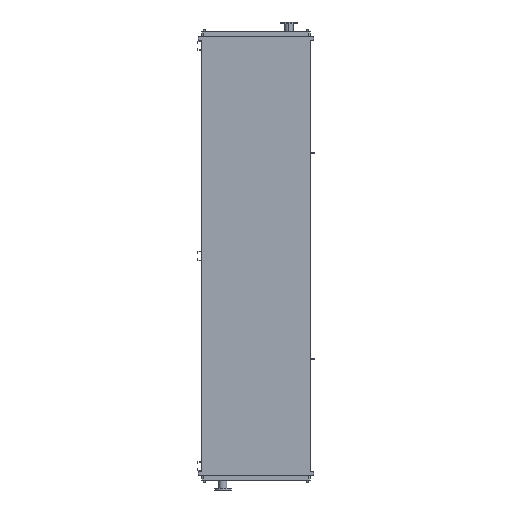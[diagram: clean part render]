
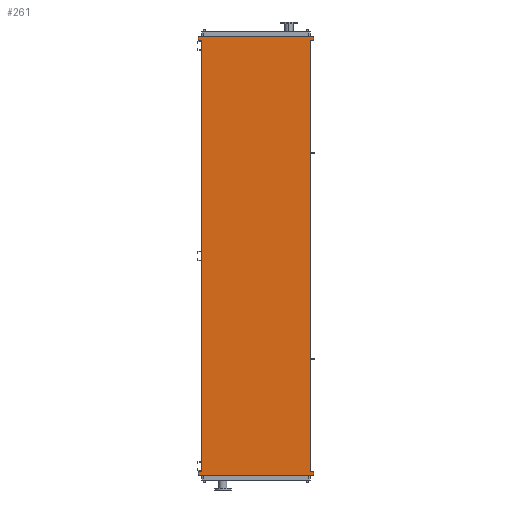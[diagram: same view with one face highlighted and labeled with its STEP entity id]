
A CAD part, front view. The second image highlights one B-rep face of the part: STEP entity #261.
In plain terms, the highlighted planar face has unit normal (0, -1, 0).
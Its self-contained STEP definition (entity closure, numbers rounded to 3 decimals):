
#23 = EDGE_CURVE ( 'NONE', #897, #9433, #14964, .T. ) ;
#103 = VECTOR ( 'NONE', #6343, 1000. ) ;
#138 = VECTOR ( 'NONE', #10012, 1000. ) ;
#261 = ADVANCED_FACE ( 'NONE', ( #10720 ), #15219, .T. ) ;
#262 = CARTESIAN_POINT ( 'NONE',  ( -725., 0., 43. ) ) ;
#308 = ORIENTED_EDGE ( 'NONE', *, *, #8320, .F. ) ;
#437 = CARTESIAN_POINT ( 'NONE',  ( 725., 0., 43. ) ) ;
#490 = EDGE_CURVE ( 'NONE', #7386, #1588, #12186, .T. ) ;
#771 = LINE ( 'NONE', #6844, #11975 ) ;
#840 = VERTEX_POINT ( 'NONE', #9135 ) ;
#862 = DIRECTION ( 'NONE',  ( -1., 0., 0. ) ) ;
#897 = VERTEX_POINT ( 'NONE', #3214 ) ;
#917 = EDGE_CURVE ( 'NONE', #5277, #7386, #6875, .T. ) ;
#1159 = ORIENTED_EDGE ( 'NONE', *, *, #917, .F. ) ;
#1285 = CARTESIAN_POINT ( 'NONE',  ( 771., 0., -5693. ) ) ;
#1453 = CARTESIAN_POINT ( 'NONE',  ( 771., 0., -5693. ) ) ;
#1480 = LINE ( 'NONE', #12304, #9009 ) ;
#1568 = ORIENTED_EDGE ( 'NONE', *, *, #8122, .F. ) ;
#1588 = VERTEX_POINT ( 'NONE', #5129 ) ;
#1747 = EDGE_CURVE ( 'NONE', #9137, #7288, #771, .T. ) ;
#1768 = ORIENTED_EDGE ( 'NONE', *, *, #12309, .T. ) ;
#1783 = VERTEX_POINT ( 'NONE', #7861 ) ;
#1805 = ORIENTED_EDGE ( 'NONE', *, *, #23, .F. ) ;
#2209 = DIRECTION ( 'NONE',  ( 0., 0., 1. ) ) ;
#2338 = CARTESIAN_POINT ( 'NONE',  ( 771., 0., -5745. ) ) ;
#2355 = ORIENTED_EDGE ( 'NONE', *, *, #490, .F. ) ;
#2702 = CARTESIAN_POINT ( 'NONE',  ( 771., 0., 95. ) ) ;
#3148 = EDGE_CURVE ( 'NONE', #840, #9137, #8923, .T. ) ;
#3214 = CARTESIAN_POINT ( 'NONE',  ( 725., 0., -5693. ) ) ;
#3268 = ORIENTED_EDGE ( 'NONE', *, *, #1747, .F. ) ;
#3927 = CARTESIAN_POINT ( 'NONE',  ( -771., 0., 43. ) ) ;
#4102 = VECTOR ( 'NONE', #14223, 1000. ) ;
#4173 = EDGE_CURVE ( 'NONE', #13055, #1783, #1480, .T. ) ;
#4312 = CARTESIAN_POINT ( 'NONE',  ( 725., 0., -5693. ) ) ;
#4891 = VECTOR ( 'NONE', #8552, 1000. ) ;
#4952 = DIRECTION ( 'NONE',  ( 0., 0., -1. ) ) ;
#5026 = ORIENTED_EDGE ( 'NONE', *, *, #4173, .F. ) ;
#5129 = CARTESIAN_POINT ( 'NONE',  ( -771., 0., 43. ) ) ;
#5277 = VERTEX_POINT ( 'NONE', #6684 ) ;
#5420 = CARTESIAN_POINT ( 'NONE',  ( 771., 0., 43. ) ) ;
#5442 = CARTESIAN_POINT ( 'NONE',  ( -771., 0., -5745. ) ) ;
#5532 = DIRECTION ( 'NONE',  ( 1., 0., 0. ) ) ;
#6138 = CARTESIAN_POINT ( 'NONE',  ( 725., 0., 43. ) ) ;
#6293 = CARTESIAN_POINT ( 'NONE',  ( 725., 0., -5650. ) ) ;
#6341 = VECTOR ( 'NONE', #4952, 1000. ) ;
#6343 = DIRECTION ( 'NONE',  ( -1., 0., 0. ) ) ;
#6381 = DIRECTION ( 'NONE',  ( 0., 0., 1. ) ) ;
#6477 = VERTEX_POINT ( 'NONE', #6138 ) ;
#6684 = CARTESIAN_POINT ( 'NONE',  ( -725., 0., -5693. ) ) ;
#6844 = CARTESIAN_POINT ( 'NONE',  ( 771., 0., 43. ) ) ;
#6875 = LINE ( 'NONE', #9370, #8708 ) ;
#7010 = CARTESIAN_POINT ( 'NONE',  ( -771., 0., -5693. ) ) ;
#7288 = VERTEX_POINT ( 'NONE', #5420 ) ;
#7386 = VERTEX_POINT ( 'NONE', #262 ) ;
#7861 = CARTESIAN_POINT ( 'NONE',  ( -771., 0., -5693. ) ) ;
#8065 = DIRECTION ( 'NONE',  ( 0., 0., -1. ) ) ;
#8100 = LINE ( 'NONE', #2338, #14874 ) ;
#8103 = EDGE_CURVE ( 'NONE', #1588, #840, #10806, .T. ) ;
#8117 = DIRECTION ( 'NONE',  ( 1., 0., 0. ) ) ;
#8122 = EDGE_CURVE ( 'NONE', #9433, #12862, #8235, .T. ) ;
#8235 = LINE ( 'NONE', #1453, #6341 ) ;
#8320 = EDGE_CURVE ( 'NONE', #7288, #6477, #11111, .T. ) ;
#8552 = DIRECTION ( 'NONE',  ( 0., 0., 1. ) ) ;
#8664 = LINE ( 'NONE', #7010, #14826 ) ;
#8708 = VECTOR ( 'NONE', #2209, 1000. ) ;
#8923 = LINE ( 'NONE', #13674, #13753 ) ;
#8925 = CARTESIAN_POINT ( 'NONE',  ( 771., 0., -5745. ) ) ;
#9009 = VECTOR ( 'NONE', #6381, 1000. ) ;
#9135 = CARTESIAN_POINT ( 'NONE',  ( -771., 0., 95. ) ) ;
#9137 = VERTEX_POINT ( 'NONE', #2702 ) ;
#9370 = CARTESIAN_POINT ( 'NONE',  ( -725., 0., -5650. ) ) ;
#9433 = VERTEX_POINT ( 'NONE', #1285 ) ;
#9469 = DIRECTION ( 'NONE',  ( 0., -1., 0. ) ) ;
#10012 = DIRECTION ( 'NONE',  ( -1., 0., 0. ) ) ;
#10073 = EDGE_CURVE ( 'NONE', #1783, #5277, #8664, .T. ) ;
#10182 = ORIENTED_EDGE ( 'NONE', *, *, #10073, .F. ) ;
#10720 = FACE_OUTER_BOUND ( 'NONE', #10837, .T. ) ;
#10806 = LINE ( 'NONE', #14152, #4102 ) ;
#10837 = EDGE_LOOP ( 'NONE', ( #1768, #308, #3268, #11877, #11515, #2355, #1159, #10182, #5026, #10978, #1568, #1805 ) ) ;
#10978 = ORIENTED_EDGE ( 'NONE', *, *, #14121, .F. ) ;
#11111 = LINE ( 'NONE', #437, #138 ) ;
#11515 = ORIENTED_EDGE ( 'NONE', *, *, #8103, .F. ) ;
#11530 = VECTOR ( 'NONE', #8117, 1000. ) ;
#11877 = ORIENTED_EDGE ( 'NONE', *, *, #3148, .F. ) ;
#11884 = CARTESIAN_POINT ( 'NONE',  ( -725., 0., -5650. ) ) ;
#11975 = VECTOR ( 'NONE', #14940, 1000. ) ;
#12059 = LINE ( 'NONE', #6293, #4891 ) ;
#12186 = LINE ( 'NONE', #3927, #103 ) ;
#12304 = CARTESIAN_POINT ( 'NONE',  ( -771., 0., -5745. ) ) ;
#12309 = EDGE_CURVE ( 'NONE', #897, #6477, #12059, .T. ) ;
#12501 = DIRECTION ( 'NONE',  ( 1., 0., 0. ) ) ;
#12862 = VERTEX_POINT ( 'NONE', #8925 ) ;
#13055 = VERTEX_POINT ( 'NONE', #5442 ) ;
#13674 = CARTESIAN_POINT ( 'NONE',  ( 771., 0., 95. ) ) ;
#13753 = VECTOR ( 'NONE', #12501, 1000. ) ;
#14121 = EDGE_CURVE ( 'NONE', #12862, #13055, #8100, .T. ) ;
#14152 = CARTESIAN_POINT ( 'NONE',  ( -771., 0., 95. ) ) ;
#14223 = DIRECTION ( 'NONE',  ( 0., 0., 1. ) ) ;
#14765 = AXIS2_PLACEMENT_3D ( 'NONE', #11884, #9469, #8065 ) ;
#14826 = VECTOR ( 'NONE', #5532, 1000. ) ;
#14874 = VECTOR ( 'NONE', #862, 1000. ) ;
#14940 = DIRECTION ( 'NONE',  ( 0., 0., -1. ) ) ;
#14964 = LINE ( 'NONE', #4312, #11530 ) ;
#15219 = PLANE ( 'NONE',  #14765 ) ;
